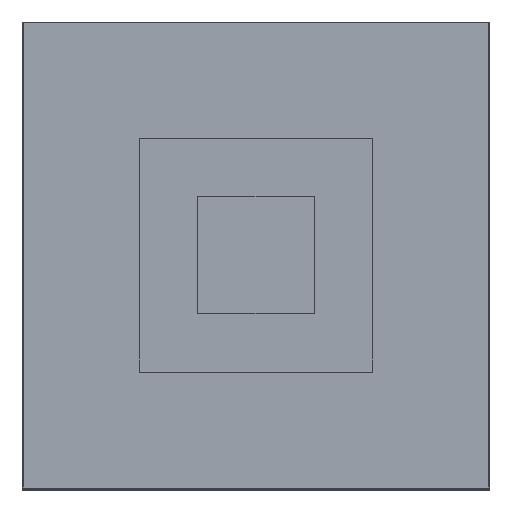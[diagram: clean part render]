
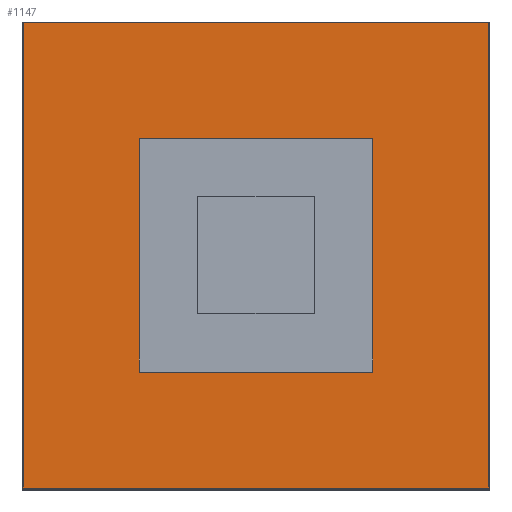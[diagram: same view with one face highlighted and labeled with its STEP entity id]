
A CAD part, top view. The second image highlights one B-rep face of the part: STEP entity #1147.
In plain terms, the highlighted planar face has unit normal (0, 0, 1).
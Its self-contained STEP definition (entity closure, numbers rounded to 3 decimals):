
#984 = VERTEX_POINT('',#985);
#985 = CARTESIAN_POINT('',(-3.98,3.98,8.15));
#991 = EDGE_CURVE('',#984,#992,#994,.T.);
#992 = VERTEX_POINT('',#993);
#993 = CARTESIAN_POINT('',(3.98,3.98,8.15));
#994 = LINE('',#995,#996);
#995 = CARTESIAN_POINT('',(-3.98,3.98,8.15));
#996 = VECTOR('',#997,1.);
#997 = DIRECTION('',(1.,0.,0.));
#1015 = EDGE_CURVE('',#992,#1016,#1018,.T.);
#1016 = VERTEX_POINT('',#1017);
#1017 = CARTESIAN_POINT('',(3.98,-3.98,8.15));
#1018 = LINE('',#1019,#1020);
#1019 = CARTESIAN_POINT('',(3.98,3.98,8.15));
#1020 = VECTOR('',#1021,1.);
#1021 = DIRECTION('',(0.,-1.,0.));
#1039 = EDGE_CURVE('',#1016,#1040,#1042,.T.);
#1040 = VERTEX_POINT('',#1041);
#1041 = CARTESIAN_POINT('',(-3.98,-3.98,8.15));
#1042 = LINE('',#1043,#1044);
#1043 = CARTESIAN_POINT('',(3.98,-3.98,8.15));
#1044 = VECTOR('',#1045,1.);
#1045 = DIRECTION('',(-1.,0.,0.));
#1063 = EDGE_CURVE('',#1040,#984,#1064,.T.);
#1064 = LINE('',#1065,#1066);
#1065 = CARTESIAN_POINT('',(-3.98,-3.98,8.15));
#1066 = VECTOR('',#1067,1.);
#1067 = DIRECTION('',(0.,1.,0.));
#1147 = ADVANCED_FACE('',(#1148,#1154),#1188,.F.);
#1148 = FACE_BOUND('',#1149,.F.);
#1149 = EDGE_LOOP('',(#1150,#1151,#1152,#1153));
#1150 = ORIENTED_EDGE('',*,*,#991,.T.);
#1151 = ORIENTED_EDGE('',*,*,#1015,.T.);
#1152 = ORIENTED_EDGE('',*,*,#1039,.T.);
#1153 = ORIENTED_EDGE('',*,*,#1063,.T.);
#1154 = FACE_BOUND('',#1155,.F.);
#1155 = EDGE_LOOP('',(#1156,#1166,#1174,#1182));
#1156 = ORIENTED_EDGE('',*,*,#1157,.F.);
#1157 = EDGE_CURVE('',#1158,#1160,#1162,.T.);
#1158 = VERTEX_POINT('',#1159);
#1159 = CARTESIAN_POINT('',(-2.,2.,8.15));
#1160 = VERTEX_POINT('',#1161);
#1161 = CARTESIAN_POINT('',(2.,2.,8.15));
#1162 = LINE('',#1163,#1164);
#1163 = CARTESIAN_POINT('',(-2.,2.,8.15));
#1164 = VECTOR('',#1165,1.);
#1165 = DIRECTION('',(1.,0.,0.));
#1166 = ORIENTED_EDGE('',*,*,#1167,.F.);
#1167 = EDGE_CURVE('',#1168,#1158,#1170,.T.);
#1168 = VERTEX_POINT('',#1169);
#1169 = CARTESIAN_POINT('',(-2.,-2.,8.15));
#1170 = LINE('',#1171,#1172);
#1171 = CARTESIAN_POINT('',(-2.,-2.,8.15));
#1172 = VECTOR('',#1173,1.);
#1173 = DIRECTION('',(0.,1.,0.));
#1174 = ORIENTED_EDGE('',*,*,#1175,.F.);
#1175 = EDGE_CURVE('',#1176,#1168,#1178,.T.);
#1176 = VERTEX_POINT('',#1177);
#1177 = CARTESIAN_POINT('',(2.,-2.,8.15));
#1178 = LINE('',#1179,#1180);
#1179 = CARTESIAN_POINT('',(2.,-2.,8.15));
#1180 = VECTOR('',#1181,1.);
#1181 = DIRECTION('',(-1.,0.,0.));
#1182 = ORIENTED_EDGE('',*,*,#1183,.F.);
#1183 = EDGE_CURVE('',#1160,#1176,#1184,.T.);
#1184 = LINE('',#1185,#1186);
#1185 = CARTESIAN_POINT('',(2.,2.,8.15));
#1186 = VECTOR('',#1187,1.);
#1187 = DIRECTION('',(0.,-1.,0.));
#1188 = PLANE('',#1189);
#1189 = AXIS2_PLACEMENT_3D('',#1190,#1191,#1192);
#1190 = CARTESIAN_POINT('',(0.,0.,8.15
    ));
#1191 = DIRECTION('',(0.,0.,-1.));
#1192 = DIRECTION('',(-1.,0.,0.));
